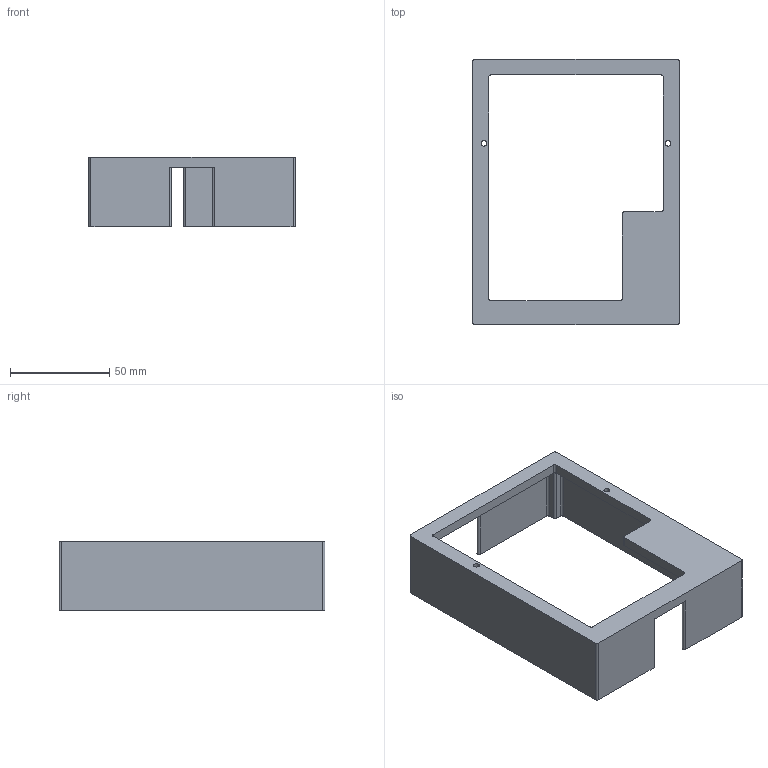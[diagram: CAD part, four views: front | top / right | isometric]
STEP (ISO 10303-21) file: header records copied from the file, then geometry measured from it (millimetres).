
FILE_DESCRIPTION(/* description */ (''),/* implementation_level */ '2;1');
FILE_NAME(/* name */ 'bluezone_sensor_housing_lid.step',/* time_stamp */ '2024-08-29T11:25:47-04:00',/* author */ (''),/* organization */ (''),/* preprocessor_version */ 'ST-DEVELOPER v20',/* originating_system */ 'Autodesk Translation Framework v13.14.0.145',/* authorisation */ '');
FILE_SCHEMA (('AUTOMOTIVE_DESIGN { 1 0 10303 214 3 1 1 }'));
Length unit declared in the file: millimetre
Products named in the file (1): box_lid
Bounding box: 103.84 x 134 x 35 mm (x, y, z)
Volume: 52138.8 mm3; surface area: 39345.2 mm2
Topology: 1 solids, 1 shells, 64 faces, 174 edges, 116 vertices
Faces by surface type: cylinder 32, plane 32
Full cylindrical faces by diameter (mm): 2.4 x4, 2.8 x2
Entity records: 2087 total; most frequent: DIRECTION 368, CARTESIAN_POINT 355, ORIENTED_EDGE 348, EDGE_CURVE 174, AXIS2_PLACEMENT_3D 129, VERTEX_POINT 116, LINE 110, VECTOR 110
